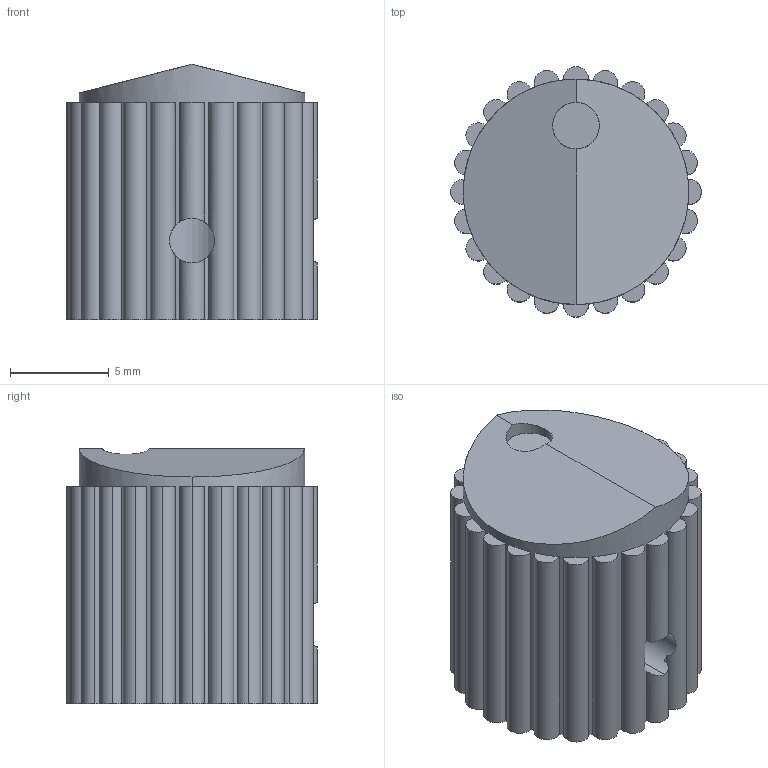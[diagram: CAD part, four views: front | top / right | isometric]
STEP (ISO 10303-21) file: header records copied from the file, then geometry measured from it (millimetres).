
FILE_DESCRIPTION (( 'STEP AP214' ), '1' );
FILE_NAME ('MS91528-0C3B v4_1.STEP', '2021-07-04T04:10:25', ( '' ), ( '' ), 'SwSTEP 2.0', 'SolidWorks 2019', '' );
FILE_SCHEMA (( 'AUTOMOTIVE_DESIGN' ));
Length unit declared in the file: inch
Products named in the file (1): MS91528-0C3B v4_1
Bounding box: 12.7 x 12.7 x 12.95 mm (x, y, z)
Volume: 1261.6 mm3; surface area: 1050.4 mm2
Topology: 1 solids, 1 shells, 92 faces, 276 edges, 184 vertices
Faces by surface type: cylinder 61, plane 31
Entity records: 4579 total; most frequent: CARTESIAN_POINT 791, DIRECTION 567, ORIENTED_EDGE 552, EDGE_CURVE 276, AXIS2_PLACEMENT_3D 236, VERTEX_POINT 184, CIRCLE 143, DIMENSIONAL_EXPONENTS 95
